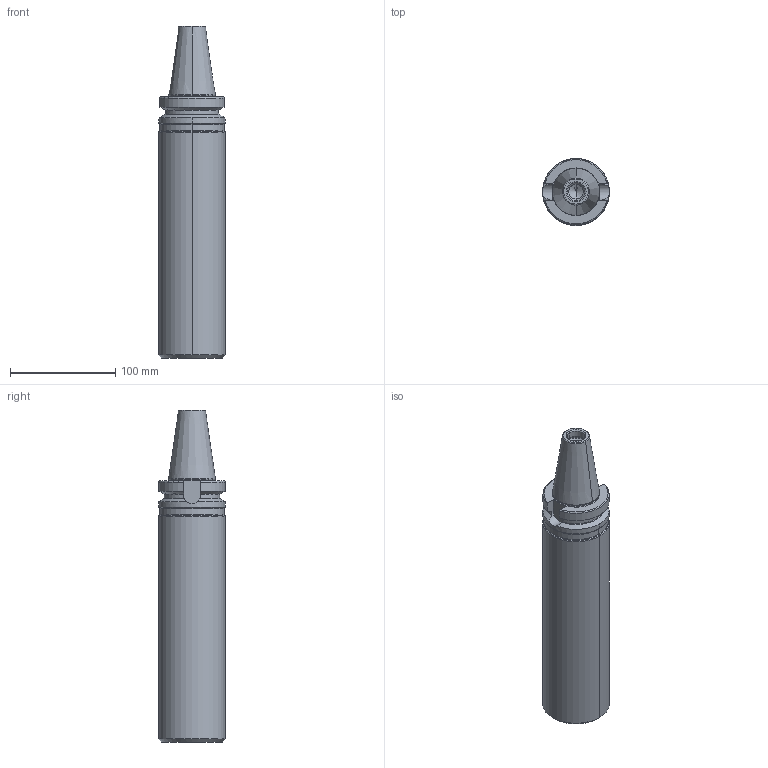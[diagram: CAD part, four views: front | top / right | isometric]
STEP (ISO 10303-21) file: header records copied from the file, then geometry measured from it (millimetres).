
FILE_DESCRIPTION((''),'2;1');
FILE_NAME('405_17_63','2020-07-30T',('101107'),(''),'CREO PARAMETRIC BY PTC INC, 2016260','CREO PARAMETRIC BY PTC INC, 2016260','');
FILE_SCHEMA(('CONFIG_CONTROL_DESIGN'));
Length unit declared in the file: millimetre
Products named in the file (1): 405_17_63
Bounding box: 63.5 x 63.5 x 315.4 mm (x, y, z)
Volume: 829983.9 mm3; surface area: 64940.7 mm2
Topology: 1 solids, 1 shells, 82 faces, 196 edges, 114 vertices
Faces by surface type: torus 24, cone 22, cylinder 22, plane 14
Entity records: 2510 total; most frequent: CARTESIAN_POINT 569, DIRECTION 432, ORIENTED_EDGE 384, EDGE_CURVE 192, AXIS2_PLACEMENT_3D 183, VERTEX_POINT 114, CIRCLE 98, EDGE_LOOP 84
